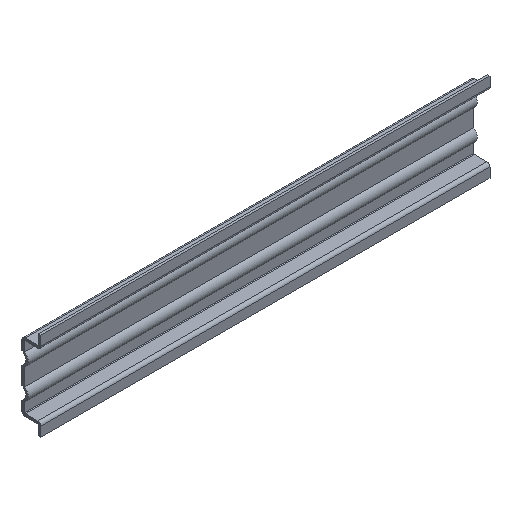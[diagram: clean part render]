
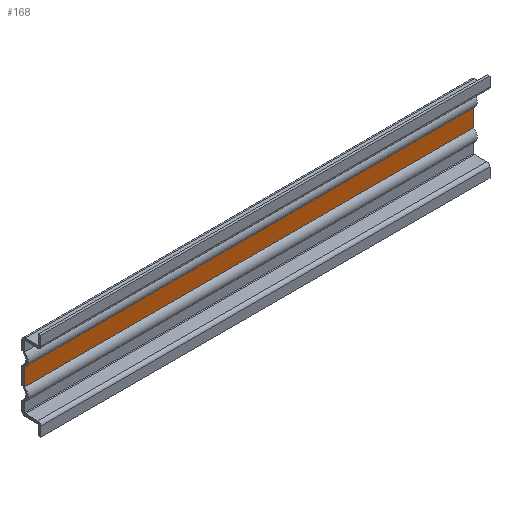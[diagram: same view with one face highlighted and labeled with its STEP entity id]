
A CAD part, isometric view. The second image highlights one B-rep face of the part: STEP entity #168.
In plain terms, the highlighted planar face has unit normal (0, -1, 0).
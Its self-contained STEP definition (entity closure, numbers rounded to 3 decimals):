
#105=CARTESIAN_POINT('POINT4348',(177.8,6.5,
   -3.5));
#106=VERTEX_POINT('VERTEX4348',#105);
#114=CARTESIAN_POINT('POINT4349',(0.,6.5,
   -3.5));
#115=VERTEX_POINT('VERTEX4349',#114);
#116=CARTESIAN_POINT('POS7467',(0.,6.5,-3.5
   ));
#117=DIRECTION('DIR11699',(1.,0.,0.));
#118=VECTOR('VEC3235',#117,25.4);
#119=LINE('STRAIGHT3235',#116,#118);
#120=EDGE_CURVE('EDGE6800',#115,#106,#119,.T.);
#138=CARTESIAN_POINT('POINT4350',(177.8,6.5,
   3.5));
#139=VERTEX_POINT('VERTEX4350',#138);
#140=CARTESIAN_POINT('POS7470',(177.8,6.5,
   3.5));
#141=DIRECTION('DIR11704',(0.,0.,
   1.));
#142=VECTOR('VEC3236',#141,25.4);
#143=LINE('STRAIGHT3236',#140,#142);
#144=EDGE_CURVE('EDGE6802',#106,#139,#143,.T.);
#145=ORIENTED_EDGE('COEDGE13593',*,*,#144,.T.);
#146=CARTESIAN_POINT('POINT4351',(0.,6.5,
   3.5));
#147=VERTEX_POINT('VERTEX4351',#146);
#148=CARTESIAN_POINT('POS7471',(0.,6.5,3.5
   ));
#149=DIRECTION('DIR11705',(1.,0.,0.));
#150=VECTOR('VEC3237',#149,25.4);
#151=LINE('STRAIGHT3237',#148,#150);
#152=EDGE_CURVE('EDGE6803',#147,#139,#151,.T.);
#153=ORIENTED_EDGE('COEDGE13594',*,*,#152,.F.);
#154=CARTESIAN_POINT('POS7472',(0.,6.5,3.5
   ));
#155=DIRECTION('DIR11706',(0.,0.,
   -1.));
#156=VECTOR('VEC3238',#155,25.4);
#157=LINE('STRAIGHT3238',#154,#156);
#158=EDGE_CURVE('EDGE6804',#147,#115,#157,.T.);
#159=ORIENTED_EDGE('COEDGE13595',*,*,#158,.T.);
#160=ORIENTED_EDGE('COEDGE13596',*,*,#120,.T.);
#161=EDGE_LOOP('NONE',(#145,#153,#159,#160));
#162=FACE_BOUND('LOOP1',#161,.T.);
#163=CARTESIAN_POINT('POS7473',(0.,6.5,-3.5
   ));
#164=DIRECTION('DIR11707',(0.,-1.,
   0.));
#165=DIRECTION('DIR11708',(1.,0.,
   0.));
#166=AXIS2_PLACEMENT_3D('AXIS4235',#163,#164,#165);
#167=PLANE('PLANE1312',#166);
#168=ADVANCED_FACE('FACE3356',(#162),#167,.T.);
